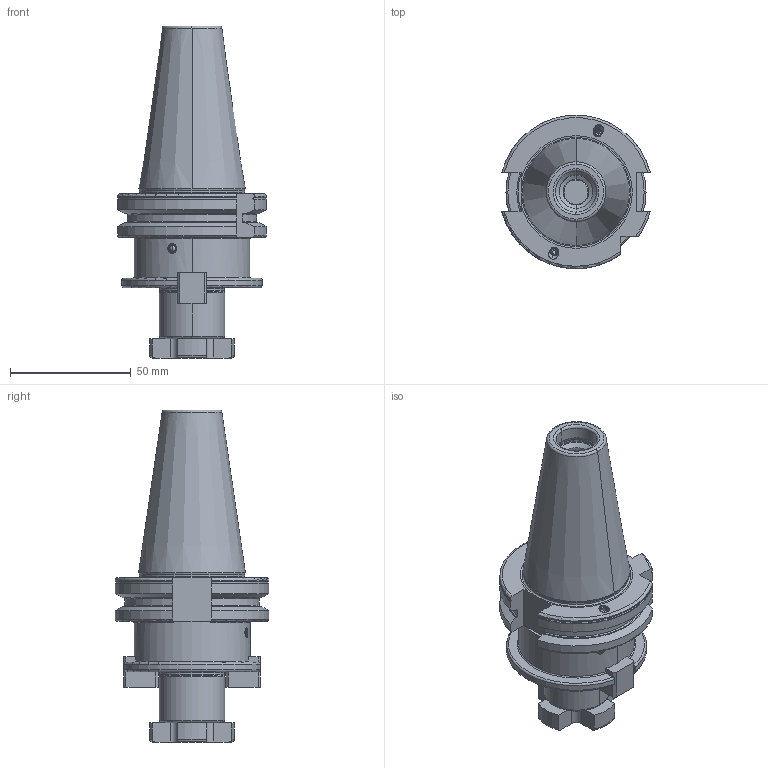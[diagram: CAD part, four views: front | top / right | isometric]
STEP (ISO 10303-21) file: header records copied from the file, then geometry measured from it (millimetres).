
FILE_DESCRIPTION((''),'2;1');
FILE_NAME('DC_403_11_27','2020-11-30T',('101107'),(''),'CREO PARAMETRIC BY PTC INC, 2016260','CREO PARAMETRIC BY PTC INC, 2016260','');
FILE_SCHEMA(('CONFIG_CONTROL_DESIGN'));
Length unit declared in the file: millimetre
Products named in the file (1): DC_403_11_27
Bounding box: 61.48 x 63.54 x 137.4 mm (x, y, z)
Volume: 159980.2 mm3; surface area: 33917.2 mm2
Topology: 1 solids, 10 shells, 419 faces, 1016 edges, 609 vertices
Faces by surface type: plane 122, cone 121, cylinder 112, torus 56, sphere 8
Entity records: 13006 total; most frequent: CARTESIAN_POINT 3228, DIRECTION 2106, ORIENTED_EDGE 1996, EDGE_CURVE 998, AXIS2_PLACEMENT_3D 827, VERTEX_POINT 609, VECTOR 452, LINE 452
